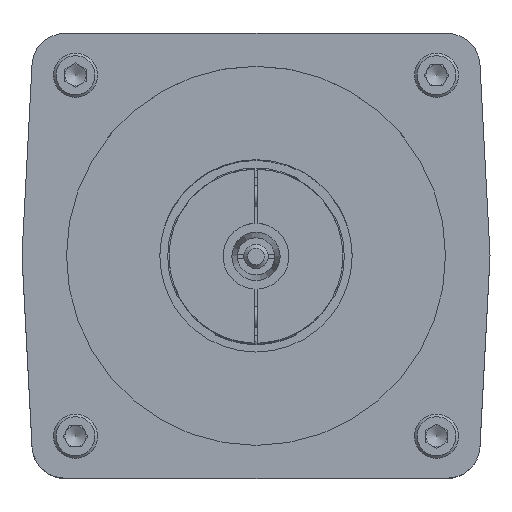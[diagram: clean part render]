
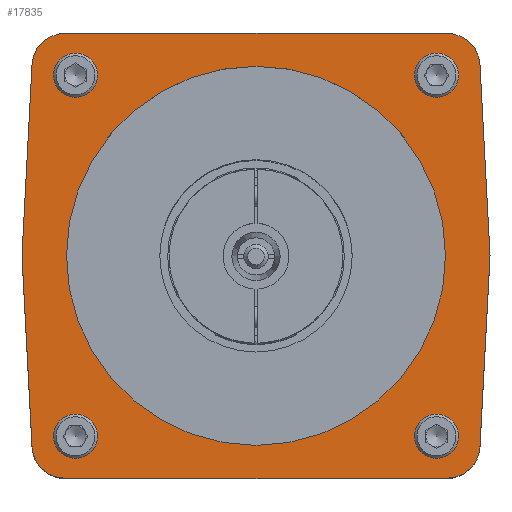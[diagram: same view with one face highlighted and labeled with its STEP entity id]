
A CAD part, top view. The second image highlights one B-rep face of the part: STEP entity #17835.
In plain terms, the highlighted planar face has unit normal (0, 0, 1).
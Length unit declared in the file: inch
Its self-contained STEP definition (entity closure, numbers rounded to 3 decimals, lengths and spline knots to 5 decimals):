
#159 = EDGE_CURVE ( 'NONE', #16879, #4533, #1131, .T. ) ;
#232 = EDGE_CURVE ( 'NONE', #4839, #7086, #8099, .T. ) ;
#249 = ORIENTED_EDGE ( 'NONE', *, *, #5622, .F. ) ;
#279 = CARTESIAN_POINT ( 'NONE',  ( 1.45026, 1.6875, 3.8889 ) ) ;
#313 = EDGE_LOOP ( 'NONE', ( #15672 ) ) ;
#691 = ORIENTED_EDGE ( 'NONE', *, *, #20892, .F. ) ;
#698 = DIRECTION ( 'NONE',  ( 1., 0., 0. ) ) ;
#989 = FACE_BOUND ( 'NONE', #13422, .T. ) ;
#1131 = LINE ( 'NONE', #5837, #5430 ) ;
#1171 = AXIS2_PLACEMENT_3D ( 'NONE', #17776, #19305, #4614 ) ;
#1185 = EDGE_CURVE ( 'NONE', #11464, #11464, #18851, .T. ) ;
#1236 = AXIS2_PLACEMENT_3D ( 'NONE', #3340, #9888, #18418 ) ;
#1295 = AXIS2_PLACEMENT_3D ( 'NONE', #4289, #17949, #9127 ) ;
#1364 = ORIENTED_EDGE ( 'NONE', *, *, #6147, .F. ) ;
#1582 = DIRECTION ( 'NONE',  ( -0.052, -0.999, 0. ) ) ;
#1752 = DIRECTION ( 'NONE',  ( 0., 0., -1. ) ) ;
#1811 = EDGE_LOOP ( 'NONE', ( #249 ) ) ;
#2151 = ORIENTED_EDGE ( 'NONE', *, *, #1185, .F. ) ;
#2419 = CARTESIAN_POINT ( 'NONE',  ( -1.69992, 1.45058, 3.8889 ) ) ;
#2605 = VERTEX_POINT ( 'NONE', #4319 ) ;
#2712 = CARTESIAN_POINT ( 'NONE',  ( -1.45026, 1.6875, 3.8889 ) ) ;
#2806 = PLANE ( 'NONE',  #1171 ) ;
#3335 = CARTESIAN_POINT ( 'NONE',  ( -1.69992, -1.45058, 3.8889 ) ) ;
#3340 = CARTESIAN_POINT ( 'NONE',  ( -1.45026, 1.4375, 3.8889 ) ) ;
#3546 = CARTESIAN_POINT ( 'NONE',  ( 1.69992, 1.45058, 3.8889 ) ) ;
#3640 = DIRECTION ( 'NONE',  ( 0., 0., 1. ) ) ;
#3851 = CARTESIAN_POINT ( 'NONE',  ( -1.77594, -1.6875, 3.8889 ) ) ;
#4188 = ORIENTED_EDGE ( 'NONE', *, *, #12442, .F. ) ;
#4289 = CARTESIAN_POINT ( 'NONE',  ( -1.37002, 1.37002, 3.8889 ) ) ;
#4319 = CARTESIAN_POINT ( 'NONE',  ( 1.46847, 1.37002, 3.8889 ) ) ;
#4533 = VERTEX_POINT ( 'NONE', #15442 ) ;
#4614 = DIRECTION ( 'NONE',  ( 1., 0., 0. ) ) ;
#4721 = DIRECTION ( 'NONE',  ( 0., 0., 1. ) ) ;
#4839 = VERTEX_POINT ( 'NONE', #7869 ) ;
#4980 = EDGE_CURVE ( 'NONE', #18828, #7086, #15512, .T. ) ;
#4993 = AXIS2_PLACEMENT_3D ( 'NONE', #18471, #13925, #698 ) ;
#5014 = CARTESIAN_POINT ( 'NONE',  ( -1.37002, 1.46847, 3.8889 ) ) ;
#5430 = VECTOR ( 'NONE', #17284, 39.37008 ) ;
#5622 = EDGE_CURVE ( 'NONE', #10596, #10596, #13043, .T. ) ;
#5819 = AXIS2_PLACEMENT_3D ( 'NONE', #10660, #10549, #13911 ) ;
#5837 = CARTESIAN_POINT ( 'NONE',  ( -1.6875, -1.6875, 3.8889 ) ) ;
#6013 = FACE_OUTER_BOUND ( 'NONE', #18527, .T. ) ;
#6130 = ORIENTED_EDGE ( 'NONE', *, *, #4980, .F. ) ;
#6147 = EDGE_CURVE ( 'NONE', #4839, #14153, #12461, .T. ) ;
#6190 = AXIS2_PLACEMENT_3D ( 'NONE', #6739, #13311, #19507 ) ;
#6418 = VERTEX_POINT ( 'NONE', #2419 ) ;
#6728 = DIRECTION ( 'NONE',  ( 0., 0., -1. ) ) ;
#6739 = CARTESIAN_POINT ( 'NONE',  ( -1.37002, -1.37002, 3.8889 ) ) ;
#6970 = VERTEX_POINT ( 'NONE', #2712 ) ;
#7086 = VERTEX_POINT ( 'NONE', #3546 ) ;
#7646 = EDGE_CURVE ( 'NONE', #19550, #19550, #18601, .T. ) ;
#7734 = FACE_BOUND ( 'NONE', #10177, .T. ) ;
#7869 = CARTESIAN_POINT ( 'NONE',  ( 1.77594, 0., 3.8889 ) ) ;
#8064 = AXIS2_PLACEMENT_3D ( 'NONE', #20926, #4721, #9460 ) ;
#8099 = LINE ( 'NONE', #14782, #15069 ) ;
#8248 = VECTOR ( 'NONE', #20702, 39.37008 ) ;
#8466 = EDGE_CURVE ( 'NONE', #6970, #18828, #9652, .T. ) ;
#8769 = ORIENTED_EDGE ( 'NONE', *, *, #11351, .T. ) ;
#9127 = DIRECTION ( 'NONE',  ( 0., 1., 0. ) ) ;
#9136 = ORIENTED_EDGE ( 'NONE', *, *, #8466, .F. ) ;
#9432 = CIRCLE ( 'NONE', #18080, 0.09845 ) ;
#9460 = DIRECTION ( 'NONE',  ( 1., 0., 0. ) ) ;
#9652 = LINE ( 'NONE', #15632, #15149 ) ;
#9660 = ORIENTED_EDGE ( 'NONE', *, *, #16061, .F. ) ;
#9703 = ORIENTED_EDGE ( 'NONE', *, *, #21077, .F. ) ;
#9743 = LINE ( 'NONE', #16331, #16845 ) ;
#9758 = DIRECTION ( 'NONE',  ( 1., 0., 0. ) ) ;
#9888 = DIRECTION ( 'NONE',  ( 0., 0., -1. ) ) ;
#9921 = DIRECTION ( 'NONE',  ( -0.052, 0.999, 0. ) ) ;
#10009 = ORIENTED_EDGE ( 'NONE', *, *, #16979, .F. ) ;
#10177 = EDGE_LOOP ( 'NONE', ( #2151 ) ) ;
#10378 = CARTESIAN_POINT ( 'NONE',  ( -1.45026, -1.6875, 3.8889 ) ) ;
#10549 = DIRECTION ( 'NONE',  ( 0., 0., 1. ) ) ;
#10596 = VERTEX_POINT ( 'NONE', #13964 ) ;
#10660 = CARTESIAN_POINT ( 'NONE',  ( 1.37002, -1.37002, 3.8889 ) ) ;
#10859 = FACE_BOUND ( 'NONE', #313, .T. ) ;
#11064 = FACE_BOUND ( 'NONE', #1811, .T. ) ;
#11293 = CIRCLE ( 'NONE', #11984, 0.25 ) ;
#11351 = EDGE_CURVE ( 'NONE', #6418, #4533, #9743, .T. ) ;
#11464 = VERTEX_POINT ( 'NONE', #5014 ) ;
#11510 = CIRCLE ( 'NONE', #1236, 0.25 ) ;
#11671 = ORIENTED_EDGE ( 'NONE', *, *, #159, .F. ) ;
#11727 = CARTESIAN_POINT ( 'NONE',  ( 1.45026, 1.4375, 3.8889 ) ) ;
#11984 = AXIS2_PLACEMENT_3D ( 'NONE', #14933, #6728, #18613 ) ;
#12442 = EDGE_CURVE ( 'NONE', #14153, #16913, #11293, .T. ) ;
#12461 = LINE ( 'NONE', #14098, #8248 ) ;
#12473 = FACE_BOUND ( 'NONE', #15134, .T. ) ;
#12786 = CARTESIAN_POINT ( 'NONE',  ( 1.45026, -1.6875, 3.8889 ) ) ;
#13043 = CIRCLE ( 'NONE', #5819, 0.09845 ) ;
#13311 = DIRECTION ( 'NONE',  ( 0., 0., 1. ) ) ;
#13422 = EDGE_LOOP ( 'NONE', ( #691 ) ) ;
#13462 = DIRECTION ( 'NONE',  ( 1., 0., 0. ) ) ;
#13911 = DIRECTION ( 'NONE',  ( 0., -1., 0. ) ) ;
#13925 = DIRECTION ( 'NONE',  ( 0., 0., -1. ) ) ;
#13964 = CARTESIAN_POINT ( 'NONE',  ( 1.37002, -1.46847, 3.8889 ) ) ;
#14098 = CARTESIAN_POINT ( 'NONE',  ( 1.6875, -1.6875, 3.8889 ) ) ;
#14153 = VERTEX_POINT ( 'NONE', #16774 ) ;
#14192 = EDGE_CURVE ( 'NONE', #16913, #18415, #18625, .T. ) ;
#14275 = CIRCLE ( 'NONE', #8064, 1.4385 ) ;
#14434 = CARTESIAN_POINT ( 'NONE',  ( 1.4385, 0., 3.8889 ) ) ;
#14782 = CARTESIAN_POINT ( 'NONE',  ( 1.6875, 1.6875, 3.8889 ) ) ;
#14933 = CARTESIAN_POINT ( 'NONE',  ( 1.45026, -1.4375, 3.8889 ) ) ;
#15069 = VECTOR ( 'NONE', #9921, 39.37008 ) ;
#15134 = EDGE_LOOP ( 'NONE', ( #10009 ) ) ;
#15149 = VECTOR ( 'NONE', #9758, 39.37008 ) ;
#15271 = DIRECTION ( 'NONE',  ( 1., 0., 0. ) ) ;
#15442 = CARTESIAN_POINT ( 'NONE',  ( -1.77594, 0., 3.8889 ) ) ;
#15512 = CIRCLE ( 'NONE', #17244, 0.25 ) ;
#15632 = CARTESIAN_POINT ( 'NONE',  ( -1.77594, 1.6875, 3.8889 ) ) ;
#15672 = ORIENTED_EDGE ( 'NONE', *, *, #7646, .F. ) ;
#16061 = EDGE_CURVE ( 'NONE', #18415, #16879, #20528, .T. ) ;
#16301 = CARTESIAN_POINT ( 'NONE',  ( -1.46847, -1.37002, 3.8889 ) ) ;
#16331 = CARTESIAN_POINT ( 'NONE',  ( -1.6875, 1.6875, 3.8889 ) ) ;
#16774 = CARTESIAN_POINT ( 'NONE',  ( 1.69992, -1.45058, 3.8889 ) ) ;
#16845 = VECTOR ( 'NONE', #1582, 39.37008 ) ;
#16879 = VERTEX_POINT ( 'NONE', #3335 ) ;
#16913 = VERTEX_POINT ( 'NONE', #12786 ) ;
#16979 = EDGE_CURVE ( 'NONE', #2605, #2605, #9432, .T. ) ;
#17244 = AXIS2_PLACEMENT_3D ( 'NONE', #11727, #1752, #13462 ) ;
#17284 = DIRECTION ( 'NONE',  ( -0.052, 0.999, 0. ) ) ;
#17776 = CARTESIAN_POINT ( 'NONE',  ( -1.77594, 1.6875, 3.8889 ) ) ;
#17835 = ADVANCED_FACE ( 'NONE', ( #11064, #10859, #7734, #12473, #989, #6013 ), #2806, .T. ) ;
#17893 = VERTEX_POINT ( 'NONE', #14434 ) ;
#17949 = DIRECTION ( 'NONE',  ( 0., 0., 1. ) ) ;
#18080 = AXIS2_PLACEMENT_3D ( 'NONE', #18412, #3640, #15271 ) ;
#18407 = DIRECTION ( 'NONE',  ( -1., 0., 0. ) ) ;
#18412 = CARTESIAN_POINT ( 'NONE',  ( 1.37002, 1.37002, 3.8889 ) ) ;
#18415 = VERTEX_POINT ( 'NONE', #10378 ) ;
#18418 = DIRECTION ( 'NONE',  ( 1., 0., 0. ) ) ;
#18471 = CARTESIAN_POINT ( 'NONE',  ( -1.45026, -1.4375, 3.8889 ) ) ;
#18527 = EDGE_LOOP ( 'NONE', ( #9136, #9703, #8769, #11671, #9660, #18745, #4188, #1364, #18709, #6130 ) ) ;
#18601 = CIRCLE ( 'NONE', #6190, 0.09845 ) ;
#18613 = DIRECTION ( 'NONE',  ( 1., 0., 0. ) ) ;
#18625 = LINE ( 'NONE', #3851, #19804 ) ;
#18709 = ORIENTED_EDGE ( 'NONE', *, *, #232, .T. ) ;
#18745 = ORIENTED_EDGE ( 'NONE', *, *, #14192, .F. ) ;
#18828 = VERTEX_POINT ( 'NONE', #279 ) ;
#18851 = CIRCLE ( 'NONE', #1295, 0.09845 ) ;
#19305 = DIRECTION ( 'NONE',  ( 0., 0., 1. ) ) ;
#19507 = DIRECTION ( 'NONE',  ( -1., 0., 0. ) ) ;
#19550 = VERTEX_POINT ( 'NONE', #16301 ) ;
#19804 = VECTOR ( 'NONE', #18407, 39.37008 ) ;
#20528 = CIRCLE ( 'NONE', #4993, 0.25 ) ;
#20702 = DIRECTION ( 'NONE',  ( -0.052, -0.999, 0. ) ) ;
#20892 = EDGE_CURVE ( 'NONE', #17893, #17893, #14275, .T. ) ;
#20926 = CARTESIAN_POINT ( 'NONE',  ( 0., 0., 3.8889 ) ) ;
#21077 = EDGE_CURVE ( 'NONE', #6418, #6970, #11510, .T. ) ;
